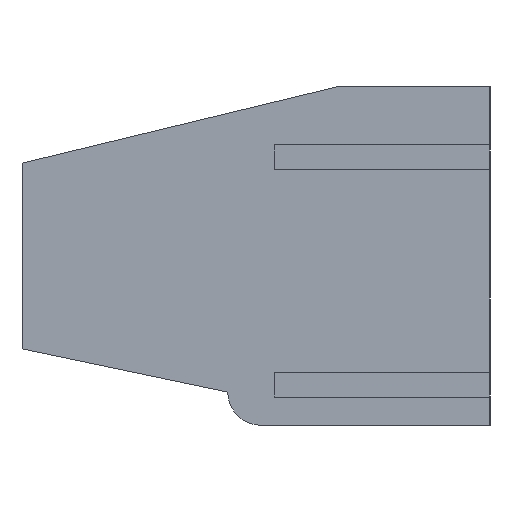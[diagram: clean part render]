
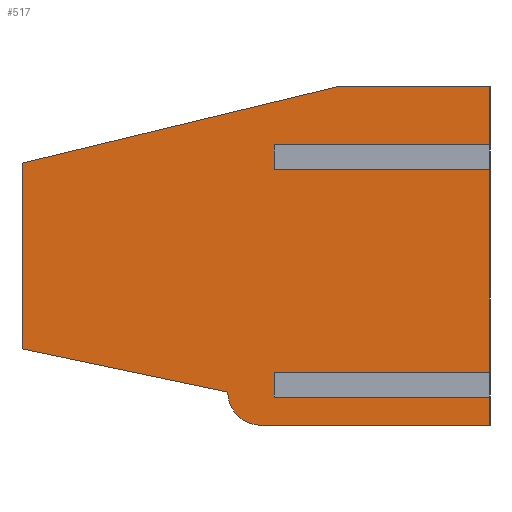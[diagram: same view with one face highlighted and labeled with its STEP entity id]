
A CAD part, left-side view. The second image highlights one B-rep face of the part: STEP entity #517.
In plain terms, the highlighted planar face has unit normal (-1, 0, 0).
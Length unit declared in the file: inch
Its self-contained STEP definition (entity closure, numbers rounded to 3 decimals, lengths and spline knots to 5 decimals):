
#43 = DIRECTION ( 'NONE',  ( 0., 0., -1. ) ) ;
#66 = DIRECTION ( 'NONE',  ( 0., 0., 1. ) ) ;
#128 = EDGE_CURVE ( 'NONE', #1750, #1547, #1214, .T. ) ;
#147 = VERTEX_POINT ( 'NONE', #2015 ) ;
#162 = DIRECTION ( 'NONE',  ( 0., 1., 0. ) ) ;
#197 = DIRECTION ( 'NONE',  ( 0., 0., 1. ) ) ;
#246 = CARTESIAN_POINT ( 'NONE',  ( -0.44291, 0.27165, -0.16142 ) ) ;
#274 = CARTESIAN_POINT ( 'NONE',  ( -0.44291, 0., 0.10236 ) ) ;
#284 = DIRECTION ( 'NONE',  ( 0., 0.972, -0.235 ) ) ;
#292 = VECTOR ( 'NONE', #2061, 39.37008 ) ;
#324 = VECTOR ( 'NONE', #3143, 39.37008 ) ;
#328 = CARTESIAN_POINT ( 'NONE',  ( -0.44291, 0.55512, 0.20079 ) ) ;
#331 = CARTESIAN_POINT ( 'NONE',  ( -0.44291, 0.55512, 0.11024 ) ) ;
#348 = ORIENTED_EDGE ( 'NONE', *, *, #2840, .T. ) ;
#357 = CARTESIAN_POINT ( 'NONE',  ( -0.44291, 0.25591, -0.1378 ) ) ;
#406 = LINE ( 'NONE', #1506, #1836 ) ;
#448 = LINE ( 'NONE', #1244, #2628 ) ;
#458 = CARTESIAN_POINT ( 'NONE',  ( -0.44291, 0., -0.20079 ) ) ;
#461 = CARTESIAN_POINT ( 'NONE',  ( -0.44291, 0., 0.13189 ) ) ;
#517 = ADVANCED_FACE ( 'NONE', ( #3212 ), #1837, .F. ) ;
#538 = VERTEX_POINT ( 'NONE', #2141 ) ;
#546 = CARTESIAN_POINT ( 'NONE',  ( -0.44291, 0., 0.20079 ) ) ;
#612 = VECTOR ( 'NONE', #284, 39.37008 ) ;
#678 = CARTESIAN_POINT ( 'NONE',  ( -0.44291, 0.25591, -0.16732 ) ) ;
#679 = VERTEX_POINT ( 'NONE', #904 ) ;
#696 = VECTOR ( 'NONE', #2073, 39.37008 ) ;
#712 = ORIENTED_EDGE ( 'NONE', *, *, #1986, .T. ) ;
#757 = AXIS2_PLACEMENT_3D ( 'NONE', #2880, #2624, #43 ) ;
#787 = ORIENTED_EDGE ( 'NONE', *, *, #1640, .T. ) ;
#791 = CARTESIAN_POINT ( 'NONE',  ( -0.44291, 0.1811, 0.20079 ) ) ;
#843 = CARTESIAN_POINT ( 'NONE',  ( -0.44291, 0.25591, -0.1378 ) ) ;
#845 = DIRECTION ( 'NONE',  ( 0., 1., 0. ) ) ;
#899 = ORIENTED_EDGE ( 'NONE', *, *, #128, .T. ) ;
#904 = CARTESIAN_POINT ( 'NONE',  ( -0.44291, 0.25591, 0.13189 ) ) ;
#1012 = CARTESIAN_POINT ( 'NONE',  ( -0.44291, 0., -0.1378 ) ) ;
#1016 = VERTEX_POINT ( 'NONE', #274 ) ;
#1029 = LINE ( 'NONE', #1806, #696 ) ;
#1103 = LINE ( 'NONE', #1012, #2646 ) ;
#1126 = DIRECTION ( 'NONE',  ( 0., 0., -1. ) ) ;
#1159 = VERTEX_POINT ( 'NONE', #3237 ) ;
#1175 = VERTEX_POINT ( 'NONE', #843 ) ;
#1197 = EDGE_CURVE ( 'NONE', #1159, #679, #2522, .T. ) ;
#1214 = LINE ( 'NONE', #2529, #2441 ) ;
#1244 = CARTESIAN_POINT ( 'NONE',  ( -0.44291, 0.25591, 0.10236 ) ) ;
#1251 = DIRECTION ( 'NONE',  ( 0., -0.979, -0.205 ) ) ;
#1283 = ORIENTED_EDGE ( 'NONE', *, *, #2373, .T. ) ;
#1312 = LINE ( 'NONE', #546, #292 ) ;
#1349 = VERTEX_POINT ( 'NONE', #1521 ) ;
#1368 = VERTEX_POINT ( 'NONE', #2557 ) ;
#1408 = DIRECTION ( 'NONE',  ( 0., 0., 1. ) ) ;
#1474 = VECTOR ( 'NONE', #3140, 39.37008 ) ;
#1506 = CARTESIAN_POINT ( 'NONE',  ( -0.44291, 0., 0.20079 ) ) ;
#1521 = CARTESIAN_POINT ( 'NONE',  ( -0.44291, 0.1811, 0.20079 ) ) ;
#1547 = VERTEX_POINT ( 'NONE', #3218 ) ;
#1603 = AXIS2_PLACEMENT_3D ( 'NONE', #246, #2571, #2848 ) ;
#1640 = EDGE_CURVE ( 'NONE', #3083, #1016, #406, .T. ) ;
#1660 = CARTESIAN_POINT ( 'NONE',  ( -0.44291, 0.55512, -0.11024 ) ) ;
#1700 = EDGE_CURVE ( 'NONE', #679, #538, #2127, .T. ) ;
#1750 = VERTEX_POINT ( 'NONE', #1660 ) ;
#1783 = ORIENTED_EDGE ( 'NONE', *, *, #2936, .T. ) ;
#1806 = CARTESIAN_POINT ( 'NONE',  ( -0.44291, 0.55512, -0.20079 ) ) ;
#1836 = VECTOR ( 'NONE', #197, 39.37008 ) ;
#1837 = PLANE ( 'NONE',  #757 ) ;
#1859 = ORIENTED_EDGE ( 'NONE', *, *, #1941, .F. ) ;
#1909 = LINE ( 'NONE', #2952, #2115 ) ;
#1913 = CARTESIAN_POINT ( 'NONE',  ( -0.44291, 0., 0.20079 ) ) ;
#1918 = VECTOR ( 'NONE', #66, 39.37008 ) ;
#1935 = ORIENTED_EDGE ( 'NONE', *, *, #2968, .F. ) ;
#1941 = EDGE_CURVE ( 'NONE', #1349, #2817, #2251, .T. ) ;
#1944 = CARTESIAN_POINT ( 'NONE',  ( -0.44291, 0.55512, 0.20079 ) ) ;
#1986 = EDGE_CURVE ( 'NONE', #147, #3068, #1029, .T. ) ;
#2015 = CARTESIAN_POINT ( 'NONE',  ( -0.44291, 0.27165, -0.20079 ) ) ;
#2061 = DIRECTION ( 'NONE',  ( 0., 0., 1. ) ) ;
#2065 = ORIENTED_EDGE ( 'NONE', *, *, #1700, .F. ) ;
#2068 = VERTEX_POINT ( 'NONE', #678 ) ;
#2073 = DIRECTION ( 'NONE',  ( 0., -1., 0. ) ) ;
#2094 = LINE ( 'NONE', #791, #612 ) ;
#2115 = VECTOR ( 'NONE', #1408, 39.37008 ) ;
#2127 = LINE ( 'NONE', #2314, #324 ) ;
#2141 = CARTESIAN_POINT ( 'NONE',  ( -0.44291, 0.25591, 0.10236 ) ) ;
#2151 = EDGE_CURVE ( 'NONE', #3068, #1368, #1909, .T. ) ;
#2217 = ORIENTED_EDGE ( 'NONE', *, *, #2151, .T. ) ;
#2251 = LINE ( 'NONE', #1944, #2601 ) ;
#2258 = ORIENTED_EDGE ( 'NONE', *, *, #2355, .F. ) ;
#2311 = ORIENTED_EDGE ( 'NONE', *, *, #2605, .F. ) ;
#2314 = CARTESIAN_POINT ( 'NONE',  ( -0.44291, 0.25591, 0.13189 ) ) ;
#2355 = EDGE_CURVE ( 'NONE', #3083, #1175, #1103, .T. ) ;
#2373 = EDGE_CURVE ( 'NONE', #1547, #147, #3093, .T. ) ;
#2387 = VERTEX_POINT ( 'NONE', #331 ) ;
#2420 = EDGE_LOOP ( 'NONE', ( #2065, #2635, #348, #1859, #1783, #3324, #899, #1283, #712, #2217, #3291, #1935, #2258, #787, #2311 ) ) ;
#2441 = VECTOR ( 'NONE', #1251, 39.37008 ) ;
#2512 = VECTOR ( 'NONE', #1126, 39.37008 ) ;
#2519 = CARTESIAN_POINT ( 'NONE',  ( -0.44291, 0., -0.1378 ) ) ;
#2522 = LINE ( 'NONE', #461, #2669 ) ;
#2529 = CARTESIAN_POINT ( 'NONE',  ( -0.44291, 0.31102, -0.16142 ) ) ;
#2557 = CARTESIAN_POINT ( 'NONE',  ( -0.44291, 0., -0.16732 ) ) ;
#2569 = LINE ( 'NONE', #2806, #1474 ) ;
#2571 = DIRECTION ( 'NONE',  ( -1., 0., 0. ) ) ;
#2582 = DIRECTION ( 'NONE',  ( 0., -1., 0. ) ) ;
#2601 = VECTOR ( 'NONE', #3316, 39.37008 ) ;
#2605 = EDGE_CURVE ( 'NONE', #538, #1016, #448, .T. ) ;
#2624 = DIRECTION ( 'NONE',  ( 1., 0., 0. ) ) ;
#2628 = VECTOR ( 'NONE', #2582, 39.37008 ) ;
#2635 = ORIENTED_EDGE ( 'NONE', *, *, #1197, .F. ) ;
#2646 = VECTOR ( 'NONE', #845, 39.37008 ) ;
#2647 = LINE ( 'NONE', #328, #1918 ) ;
#2669 = VECTOR ( 'NONE', #162, 39.37008 ) ;
#2709 = EDGE_CURVE ( 'NONE', #1750, #2387, #2647, .T. ) ;
#2806 = CARTESIAN_POINT ( 'NONE',  ( -0.44291, 0.25591, -0.16732 ) ) ;
#2817 = VERTEX_POINT ( 'NONE', #1913 ) ;
#2840 = EDGE_CURVE ( 'NONE', #1159, #2817, #1312, .T. ) ;
#2848 = DIRECTION ( 'NONE',  ( 0., 0., -1. ) ) ;
#2880 = CARTESIAN_POINT ( 'NONE',  ( -0.44291, 0.55512, 0.20079 ) ) ;
#2904 = LINE ( 'NONE', #357, #2512 ) ;
#2936 = EDGE_CURVE ( 'NONE', #1349, #2387, #2094, .T. ) ;
#2952 = CARTESIAN_POINT ( 'NONE',  ( -0.44291, 0., 0.20079 ) ) ;
#2968 = EDGE_CURVE ( 'NONE', #1175, #2068, #2904, .T. ) ;
#3068 = VERTEX_POINT ( 'NONE', #458 ) ;
#3083 = VERTEX_POINT ( 'NONE', #2519 ) ;
#3093 = CIRCLE ( 'NONE', #1603, 0.03937 ) ;
#3140 = DIRECTION ( 'NONE',  ( 0., -1., 0. ) ) ;
#3143 = DIRECTION ( 'NONE',  ( 0., 0., -1. ) ) ;
#3152 = EDGE_CURVE ( 'NONE', #2068, #1368, #2569, .T. ) ;
#3212 = FACE_OUTER_BOUND ( 'NONE', #2420, .T. ) ;
#3218 = CARTESIAN_POINT ( 'NONE',  ( -0.44291, 0.31102, -0.16142 ) ) ;
#3237 = CARTESIAN_POINT ( 'NONE',  ( -0.44291, 0., 0.13189 ) ) ;
#3291 = ORIENTED_EDGE ( 'NONE', *, *, #3152, .F. ) ;
#3316 = DIRECTION ( 'NONE',  ( 0., -1., 0. ) ) ;
#3324 = ORIENTED_EDGE ( 'NONE', *, *, #2709, .F. ) ;
